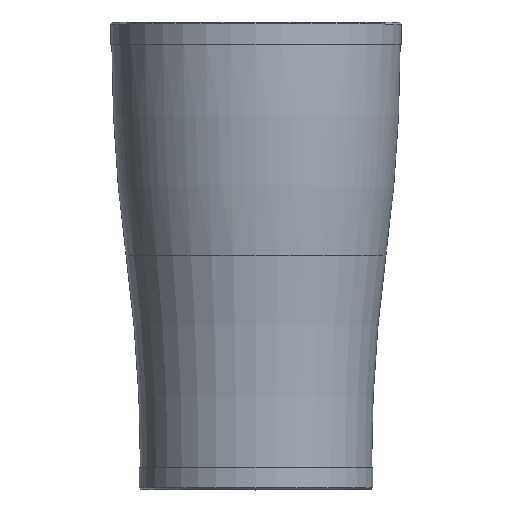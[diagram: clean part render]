
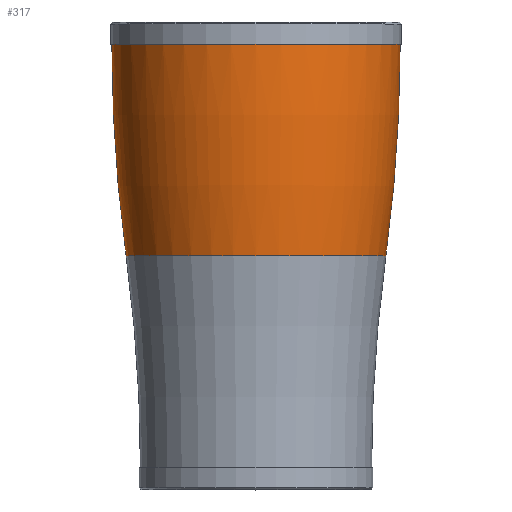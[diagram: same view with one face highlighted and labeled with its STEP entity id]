
A CAD part, top view. The second image highlights one B-rep face of the part: STEP entity #317.
In plain terms, the highlighted toroidal (fillet/blend) face has major radius 275.368 mm and minor radius 303.118 mm.
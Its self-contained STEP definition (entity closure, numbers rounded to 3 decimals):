
#61 = CARTESIAN_POINT ( 'NONE',  ( 275.368, 85.738, 0. ) ) ;
#68 = DIRECTION ( 'NONE',  ( 1., 0., 0. ) ) ;
#78 = EDGE_CURVE ( 'NONE', #678, #415, #253, .T. ) ;
#119 = CARTESIAN_POINT ( 'NONE',  ( 27.75, 85.738, 0. ) ) ;
#147 = AXIS2_PLACEMENT_3D ( 'NONE', #61, #970, #68 ) ;
#245 = CIRCLE ( 'NONE', #147, 303.118 ) ;
#253 = CIRCLE ( 'NONE', #718, 25. ) ;
#279 = DIRECTION ( 'NONE',  ( -1., 0., 0. ) ) ;
#294 = CIRCLE ( 'NONE', #634, 303.118 ) ;
#307 = EDGE_CURVE ( 'NONE', #843, #369, #958, .T. ) ;
#309 = CARTESIAN_POINT ( 'NONE',  ( 0., 45., 0. ) ) ;
#317 = ADVANCED_FACE ( 'NONE', ( #790 ), #835, .T. ) ;
#369 = VERTEX_POINT ( 'NONE', #492 ) ;
#372 = EDGE_CURVE ( 'NONE', #843, #678, #294, .T. ) ;
#380 = CARTESIAN_POINT ( 'NONE',  ( -275.368, 85.738, 0. ) ) ;
#384 = ORIENTED_EDGE ( 'NONE', *, *, #372, .F. ) ;
#395 = DIRECTION ( 'NONE',  ( 1., 0., 0. ) ) ;
#399 = DIRECTION ( 'NONE',  ( 0., -1., 0. ) ) ;
#402 = DIRECTION ( 'NONE',  ( 0., 0., -1. ) ) ;
#415 = VERTEX_POINT ( 'NONE', #1089 ) ;
#478 = CARTESIAN_POINT ( 'NONE',  ( 0., 85.738, 0. ) ) ;
#484 = DIRECTION ( 'NONE',  ( 0., -1., 0. ) ) ;
#492 = CARTESIAN_POINT ( 'NONE',  ( -27.75, 85.738, 0. ) ) ;
#539 = DIRECTION ( 'NONE',  ( 1., 0., 0. ) ) ;
#586 = DIRECTION ( 'NONE',  ( 1., 0., 0. ) ) ;
#634 = AXIS2_PLACEMENT_3D ( 'NONE', #380, #402, #279 ) ;
#658 = ORIENTED_EDGE ( 'NONE', *, *, #78, .F. ) ;
#678 = VERTEX_POINT ( 'NONE', #1025 ) ;
#718 = AXIS2_PLACEMENT_3D ( 'NONE', #309, #399, #539 ) ;
#790 = FACE_OUTER_BOUND ( 'NONE', #892, .T. ) ;
#800 = CARTESIAN_POINT ( 'NONE',  ( 0., 85.738, 0. ) ) ;
#835 = TOROIDAL_SURFACE ( 'NONE', #1157, -275.368, 303.118 ) ;
#843 = VERTEX_POINT ( 'NONE', #119 ) ;
#879 = DIRECTION ( 'NONE',  ( 0., -1., 0. ) ) ;
#892 = EDGE_LOOP ( 'NONE', ( #951, #995, #658, #384 ) ) ;
#951 = ORIENTED_EDGE ( 'NONE', *, *, #307, .T. ) ;
#958 = CIRCLE ( 'NONE', #1118, 27.75 ) ;
#970 = DIRECTION ( 'NONE',  ( 0., 0., 1. ) ) ;
#995 = ORIENTED_EDGE ( 'NONE', *, *, #1122, .T. ) ;
#1025 = CARTESIAN_POINT ( 'NONE',  ( 25., 45., 0. ) ) ;
#1089 = CARTESIAN_POINT ( 'NONE',  ( -25., 45., 0. ) ) ;
#1118 = AXIS2_PLACEMENT_3D ( 'NONE', #800, #484, #586 ) ;
#1122 = EDGE_CURVE ( 'NONE', #369, #415, #245, .T. ) ;
#1157 = AXIS2_PLACEMENT_3D ( 'NONE', #478, #879, #395 ) ;
